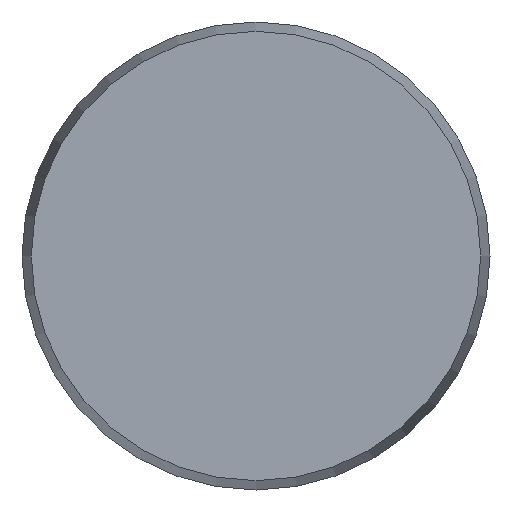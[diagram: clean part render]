
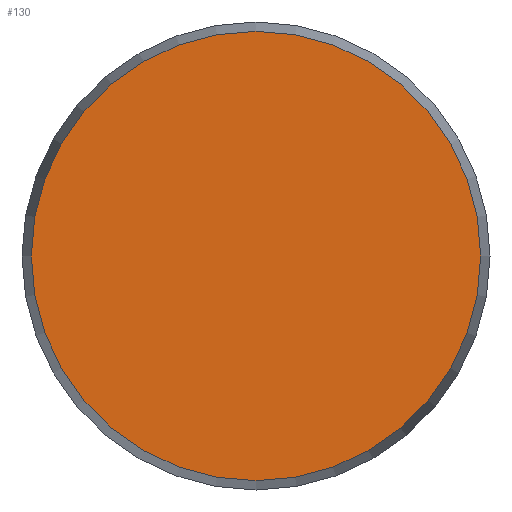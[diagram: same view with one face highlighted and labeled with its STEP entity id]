
A CAD part, front view. The second image highlights one B-rep face of the part: STEP entity #130.
In plain terms, the highlighted planar face has unit normal (0, -1, 0).
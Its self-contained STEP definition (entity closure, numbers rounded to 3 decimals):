
#130 = ADVANCED_FACE( '', ( #272 ), #273, .F. );
#272 = FACE_OUTER_BOUND( '', #413, .T. );
#273 = PLANE( '', #414 );
#413 = EDGE_LOOP( '', ( #697 ) );
#414 = AXIS2_PLACEMENT_3D( '', #698, #699, #700 );
#697 = ORIENTED_EDGE( '', *, *, #848, .T. );
#698 = CARTESIAN_POINT( '', ( 24., 0., 0. ) );
#699 = DIRECTION( '', ( 0., 1., 0. ) );
#700 = DIRECTION( '', ( 0., 0., 1. ) );
#848 = EDGE_CURVE( '', #1009, #1009, #1010, .T. );
#1009 = VERTEX_POINT( '', #1339 );
#1010 = CIRCLE( '', #1340, 24. );
#1339 = CARTESIAN_POINT( '', ( 0., 0., -24. ) );
#1340 = AXIS2_PLACEMENT_3D( '', #1443, #1444, #1445 );
#1443 = CARTESIAN_POINT( '', ( 0., 0., 0. ) );
#1444 = DIRECTION( '', ( 0., -1., 0. ) );
#1445 = DIRECTION( '', ( 0., 0., -1. ) );
